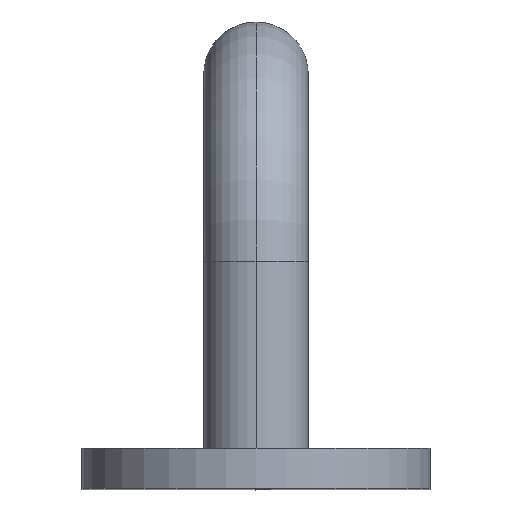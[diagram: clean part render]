
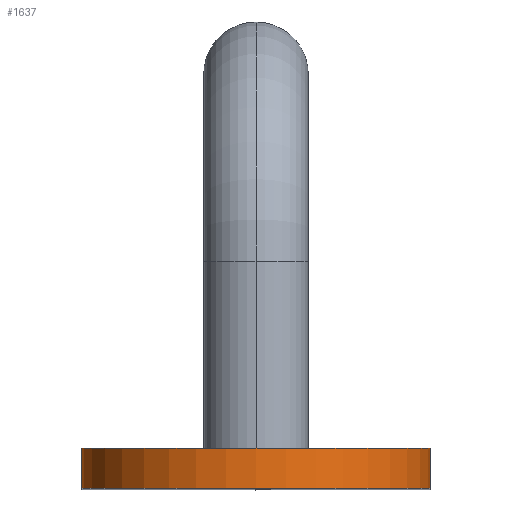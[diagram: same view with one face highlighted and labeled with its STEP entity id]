
A CAD part, top view. The second image highlights one B-rep face of the part: STEP entity #1637.
In plain terms, the highlighted cylindrical face has radius 10 mm (diameter 20 mm), a partial arc.
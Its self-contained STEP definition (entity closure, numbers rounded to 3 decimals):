
#259 = CARTESIAN_POINT ( 'NONE',  ( -10., 2.3, 20. ) ) ;
#928 = VERTEX_POINT ( 'NONE', #11539 ) ;
#1270 = ORIENTED_EDGE ( 'NONE', *, *, #7112, .T. ) ;
#1309 = DIRECTION ( 'NONE',  ( 0., 0., 1. ) ) ;
#1428 = CIRCLE ( 'NONE', #6366, 10. ) ;
#1637 = ADVANCED_FACE ( 'NONE', ( #12072 ), #7843, .T. ) ;
#2543 = LINE ( 'NONE', #11449, #8536 ) ;
#2941 = CARTESIAN_POINT ( 'NONE',  ( 0., 0., 20. ) ) ;
#3015 = CARTESIAN_POINT ( 'NONE',  ( 0., 2.3, 20. ) ) ;
#3265 = DIRECTION ( 'NONE',  ( 0., -1., 0. ) ) ;
#3871 = VERTEX_POINT ( 'NONE', #259 ) ;
#3969 = AXIS2_PLACEMENT_3D ( 'NONE', #10424, #7440, #1309 ) ;
#4021 = CARTESIAN_POINT ( 'NONE',  ( -10., 0., 20. ) ) ;
#4038 = LINE ( 'NONE', #4533, #4364 ) ;
#4364 = VECTOR ( 'NONE', #4445, 1000. ) ;
#4445 = DIRECTION ( 'NONE',  ( 0., -1., 0. ) ) ;
#4517 = EDGE_CURVE ( 'NONE', #6921, #928, #1428, .T. ) ;
#4533 = CARTESIAN_POINT ( 'NONE',  ( 10., 2.3, 20. ) ) ;
#6121 = DIRECTION ( 'NONE',  ( 0., 0., -1. ) ) ;
#6366 = AXIS2_PLACEMENT_3D ( 'NONE', #2941, #8082, #12253 ) ;
#6774 = ORIENTED_EDGE ( 'NONE', *, *, #7863, .F. ) ;
#6921 = VERTEX_POINT ( 'NONE', #4021 ) ;
#7112 = EDGE_CURVE ( 'NONE', #3871, #6921, #2543, .T. ) ;
#7440 = DIRECTION ( 'NONE',  ( 0., 1., 0. ) ) ;
#7843 = CYLINDRICAL_SURFACE ( 'NONE', #12581, 10. ) ;
#7863 = EDGE_CURVE ( 'NONE', #8208, #928, #4038, .T. ) ;
#8082 = DIRECTION ( 'NONE',  ( 0., 1., 0. ) ) ;
#8208 = VERTEX_POINT ( 'NONE', #9904 ) ;
#8505 = EDGE_CURVE ( 'NONE', #3871, #8208, #9355, .T. ) ;
#8536 = VECTOR ( 'NONE', #3265, 1000. ) ;
#9248 = ORIENTED_EDGE ( 'NONE', *, *, #8505, .F. ) ;
#9355 = CIRCLE ( 'NONE', #3969, 10. ) ;
#9904 = CARTESIAN_POINT ( 'NONE',  ( 10., 2.3, 20. ) ) ;
#10182 = EDGE_LOOP ( 'NONE', ( #11189, #6774, #9248, #1270 ) ) ;
#10424 = CARTESIAN_POINT ( 'NONE',  ( 0., 2.3, 20. ) ) ;
#11189 = ORIENTED_EDGE ( 'NONE', *, *, #4517, .T. ) ;
#11449 = CARTESIAN_POINT ( 'NONE',  ( -10., 2.3, 20. ) ) ;
#11539 = CARTESIAN_POINT ( 'NONE',  ( 10., 0., 20. ) ) ;
#12072 = FACE_OUTER_BOUND ( 'NONE', #10182, .T. ) ;
#12253 = DIRECTION ( 'NONE',  ( 0., 0., 1. ) ) ;
#12581 = AXIS2_PLACEMENT_3D ( 'NONE', #3015, #13326, #6121 ) ;
#13326 = DIRECTION ( 'NONE',  ( 0., -1., 0. ) ) ;
